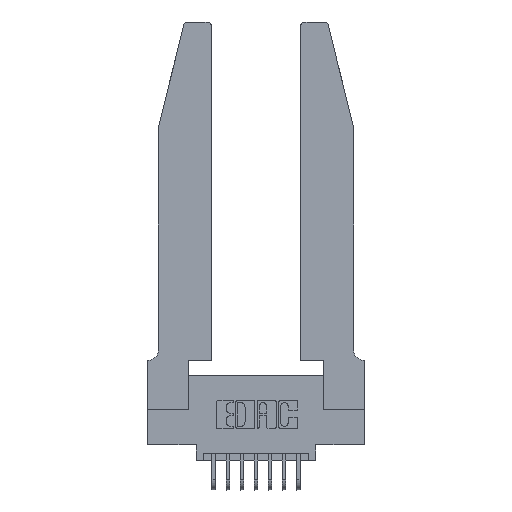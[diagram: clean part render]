
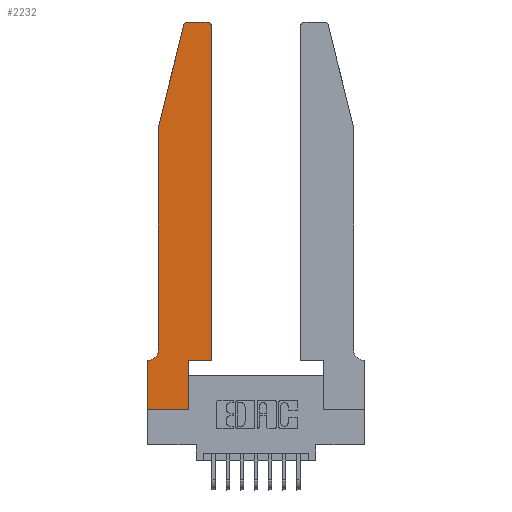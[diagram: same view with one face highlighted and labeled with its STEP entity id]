
A CAD part, top view. The second image highlights one B-rep face of the part: STEP entity #2232.
In plain terms, the highlighted planar face has unit normal (0, 0, 1).
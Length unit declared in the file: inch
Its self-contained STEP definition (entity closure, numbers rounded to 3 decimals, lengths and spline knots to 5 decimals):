
#150 = EDGE_CURVE ( 'NONE', #13962, #743, #12970, .T. ) ;
#353 = CARTESIAN_POINT ( 'NONE',  ( 0.0755, 2., 0.37 ) ) ;
#384 = PLANE ( 'NONE',  #12880 ) ;
#729 = CARTESIAN_POINT ( 'NONE',  ( 0.2865, 0.35, 0.37 ) ) ;
#743 = VERTEX_POINT ( 'NONE', #6278 ) ;
#797 = VERTEX_POINT ( 'NONE', #10209 ) ;
#1527 = CARTESIAN_POINT ( 'NONE',  ( 0.4505, 2.72, 0.37 ) ) ;
#1710 = VECTOR ( 'NONE', #5457, 39.37008 ) ;
#1824 = ORIENTED_EDGE ( 'NONE', *, *, #8334, .T. ) ;
#2088 = DIRECTION ( 'NONE',  ( 0., 0., 1. ) ) ;
#2098 = CARTESIAN_POINT ( 'NONE',  ( 0., 0.35, 0.37 ) ) ;
#2156 = LINE ( 'NONE', #4376, #1710 ) ;
#2221 = CARTESIAN_POINT ( 'NONE',  ( 0.4505, 0.35, 0.37 ) ) ;
#2232 = ADVANCED_FACE ( 'NONE', ( #9707 ), #384, .T. ) ;
#2233 = VECTOR ( 'NONE', #11491, 39.37008 ) ;
#2514 = DIRECTION ( 'NONE',  ( 0., 0., -1. ) ) ;
#2734 = DIRECTION ( 'NONE',  ( 0., -1., 0. ) ) ;
#3126 = ORIENTED_EDGE ( 'NONE', *, *, #6347, .T. ) ;
#3266 = DIRECTION ( 'NONE',  ( -1., 0., 0. ) ) ;
#3504 = DIRECTION ( 'NONE',  ( 0., 0., 1. ) ) ;
#3579 = ORIENTED_EDGE ( 'NONE', *, *, #15190, .T. ) ;
#4376 = CARTESIAN_POINT ( 'NONE',  ( 0.0755, 2., 0.37 ) ) ;
#5457 = DIRECTION ( 'NONE',  ( -0.239, -0.971, 0. ) ) ;
#5503 = ORIENTED_EDGE ( 'NONE', *, *, #9770, .T. ) ;
#5659 = VERTEX_POINT ( 'NONE', #353 ) ;
#5766 = EDGE_LOOP ( 'NONE', ( #14757, #1824, #5503, #9019, #5945, #12615, #6351, #9792, #3126, #6754, #3579, #7180 ) ) ;
#5941 = CARTESIAN_POINT ( 'NONE',  ( 0., 0., 0.37 ) ) ;
#5945 = ORIENTED_EDGE ( 'NONE', *, *, #14036, .T. ) ;
#5954 = VECTOR ( 'NONE', #7539, 39.37008 ) ;
#5984 = CARTESIAN_POINT ( 'NONE',  ( 0.4505, 0.35, 0.37 ) ) ;
#6197 = EDGE_CURVE ( 'NONE', #797, #8846, #14576, .T. ) ;
#6278 = CARTESIAN_POINT ( 'NONE',  ( 0., 0.35, 0.37 ) ) ;
#6347 = EDGE_CURVE ( 'NONE', #8989, #797, #12628, .T. ) ;
#6351 = ORIENTED_EDGE ( 'NONE', *, *, #7560, .T. ) ;
#6754 = ORIENTED_EDGE ( 'NONE', *, *, #6197, .T. ) ;
#6939 = VECTOR ( 'NONE', #12607, 39.37008 ) ;
#7080 = EDGE_CURVE ( 'NONE', #12419, #11600, #12406, .T. ) ;
#7180 = ORIENTED_EDGE ( 'NONE', *, *, #7080, .T. ) ;
#7347 = EDGE_CURVE ( 'NONE', #5659, #7691, #15886, .T. ) ;
#7373 = CARTESIAN_POINT ( 'NONE',  ( 0.284, 2.75, 0.37 ) ) ;
#7539 = DIRECTION ( 'NONE',  ( 0., 1., 0. ) ) ;
#7560 = EDGE_CURVE ( 'NONE', #743, #9763, #16062, .T. ) ;
#7691 = VERTEX_POINT ( 'NONE', #11271 ) ;
#7803 = DIRECTION ( 'NONE',  ( 0., 0., 1. ) ) ;
#8133 = CIRCLE ( 'NONE', #13363, 0.03 ) ;
#8145 = DIRECTION ( 'NONE',  ( 1., 0., 0. ) ) ;
#8334 = EDGE_CURVE ( 'NONE', #11516, #11557, #8133, .T. ) ;
#8615 = CARTESIAN_POINT ( 'NONE',  ( 0.2605, 2.75, 0.37 ) ) ;
#8846 = VERTEX_POINT ( 'NONE', #12428 ) ;
#8989 = VERTEX_POINT ( 'NONE', #13961 ) ;
#9019 = ORIENTED_EDGE ( 'NONE', *, *, #7347, .T. ) ;
#9472 = VECTOR ( 'NONE', #16061, 39.37008 ) ;
#9556 = VECTOR ( 'NONE', #12211, 39.37008 ) ;
#9707 = FACE_OUTER_BOUND ( 'NONE', #5766, .T. ) ;
#9763 = VERTEX_POINT ( 'NONE', #10856 ) ;
#9770 = EDGE_CURVE ( 'NONE', #11557, #5659, #2156, .T. ) ;
#9792 = ORIENTED_EDGE ( 'NONE', *, *, #10457, .T. ) ;
#10076 = CARTESIAN_POINT ( 'NONE',  ( 0.4205, 2.72, 0.37 ) ) ;
#10209 = CARTESIAN_POINT ( 'NONE',  ( 0.2865, 0.35, 0.37 ) ) ;
#10457 = EDGE_CURVE ( 'NONE', #9763, #8989, #13072, .T. ) ;
#10466 = CARTESIAN_POINT ( 'NONE',  ( 0.0055, 0.42, 0.37 ) ) ;
#10713 = LINE ( 'NONE', #2221, #6939 ) ;
#10856 = CARTESIAN_POINT ( 'NONE',  ( 0., 0., 0.37 ) ) ;
#10858 = LINE ( 'NONE', #8615, #16573 ) ;
#11200 = CARTESIAN_POINT ( 'NONE',  ( 0., 0., 0.37 ) ) ;
#11215 = CARTESIAN_POINT ( 'NONE',  ( 0.25487, 2.72718, 0.37 ) ) ;
#11267 = CARTESIAN_POINT ( 'NONE',  ( 0.4205, 2.75, 0.37 ) ) ;
#11271 = CARTESIAN_POINT ( 'NONE',  ( 0.0755, 0.42, 0.37 ) ) ;
#11289 = DIRECTION ( 'NONE',  ( 1., 0., 0. ) ) ;
#11460 = CARTESIAN_POINT ( 'NONE',  ( 0.0055, 0.35, 0.37 ) ) ;
#11491 = DIRECTION ( 'NONE',  ( -1., 0., 0. ) ) ;
#11516 = VERTEX_POINT ( 'NONE', #7373 ) ;
#11557 = VERTEX_POINT ( 'NONE', #11215 ) ;
#11600 = VERTEX_POINT ( 'NONE', #11267 ) ;
#11669 = DIRECTION ( 'NONE',  ( -1., 0., 0. ) ) ;
#11705 = VECTOR ( 'NONE', #13502, 39.37008 ) ;
#12211 = DIRECTION ( 'NONE',  ( 0., -1., 0. ) ) ;
#12219 = VECTOR ( 'NONE', #2734, 39.37008 ) ;
#12406 = CIRCLE ( 'NONE', #13789, 0.03 ) ;
#12419 = VERTEX_POINT ( 'NONE', #1527 ) ;
#12428 = CARTESIAN_POINT ( 'NONE',  ( 0.4505, 0.35, 0.37 ) ) ;
#12607 = DIRECTION ( 'NONE',  ( 0., 1., 0. ) ) ;
#12615 = ORIENTED_EDGE ( 'NONE', *, *, #150, .T. ) ;
#12628 = LINE ( 'NONE', #729, #5954 ) ;
#12880 = AXIS2_PLACEMENT_3D ( 'NONE', #2098, #3504, #8145 ) ;
#12970 = LINE ( 'NONE', #15891, #2233 ) ;
#13015 = CARTESIAN_POINT ( 'NONE',  ( 0.0755, 2., 0.37 ) ) ;
#13072 = LINE ( 'NONE', #11200, #9472 ) ;
#13363 = AXIS2_PLACEMENT_3D ( 'NONE', #15232, #7803, #16416 ) ;
#13502 = DIRECTION ( 'NONE',  ( 1., 0., 0. ) ) ;
#13789 = AXIS2_PLACEMENT_3D ( 'NONE', #10076, #2088, #11289 ) ;
#13861 = AXIS2_PLACEMENT_3D ( 'NONE', #10466, #2514, #11669 ) ;
#13961 = CARTESIAN_POINT ( 'NONE',  ( 0.2865, 0., 0.37 ) ) ;
#13962 = VERTEX_POINT ( 'NONE', #11460 ) ;
#14036 = EDGE_CURVE ( 'NONE', #7691, #13962, #16293, .T. ) ;
#14576 = LINE ( 'NONE', #5984, #11705 ) ;
#14757 = ORIENTED_EDGE ( 'NONE', *, *, #16714, .T. ) ;
#15190 = EDGE_CURVE ( 'NONE', #8846, #12419, #10713, .T. ) ;
#15232 = CARTESIAN_POINT ( 'NONE',  ( 0.284, 2.72, 0.37 ) ) ;
#15886 = LINE ( 'NONE', #13015, #12219 ) ;
#15891 = CARTESIAN_POINT ( 'NONE',  ( 0.0755, 0.35, 0.37 ) ) ;
#16061 = DIRECTION ( 'NONE',  ( 1., 0., 0. ) ) ;
#16062 = LINE ( 'NONE', #5941, #9556 ) ;
#16293 = CIRCLE ( 'NONE', #13861, 0.07 ) ;
#16416 = DIRECTION ( 'NONE',  ( 1., 0., 0. ) ) ;
#16573 = VECTOR ( 'NONE', #3266, 39.37008 ) ;
#16714 = EDGE_CURVE ( 'NONE', #11600, #11516, #10858, .T. ) ;
